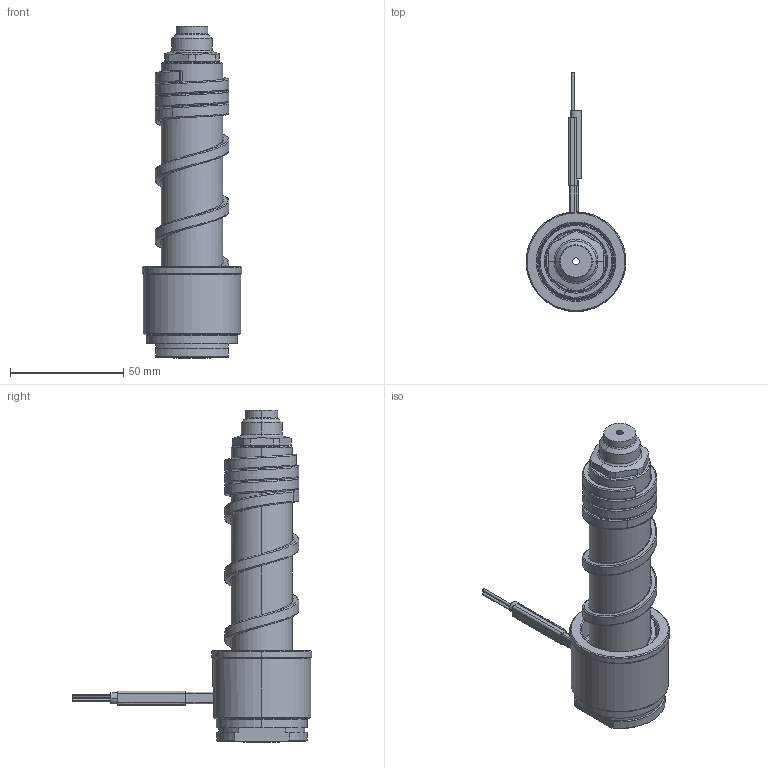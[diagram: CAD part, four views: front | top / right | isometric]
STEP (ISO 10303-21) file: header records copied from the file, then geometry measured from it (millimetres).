
FILE_DESCRIPTION((''),'2;1');
FILE_NAME('EL-146-CKG','2014-03-14T',('Íàòàëüÿ'),('IMID'),'PRO/ENGINEER BY PARAMETRIC TECHNOLOGY CORPORATION, 2010180','PRO/ENGINEER BY PARAMETRIC TECHNOLOGY CORPORATION, 2010180','');
FILE_SCHEMA(('CONFIG_CONTROL_DESIGN'));
Length unit declared in the file: millimetre
Products named in the file (1): EL-146-CKG
Bounding box: 44 x 105.5 x 146.3 mm (x, y, z)
Volume: 104076.5 mm3; surface area: 41703 mm2
Topology: 2 solids, 8 shells, 303 faces, 737 edges, 438 vertices
Faces by surface type: cylinder 95, bspline 55, cone 54, plane 53, torus 29, revolution 9, extrusion 8
Entity records: 16751 total; most frequent: CARTESIAN_POINT 9941, ORIENTED_EDGE 1434, DIRECTION 1348, EDGE_CURVE 729, AXIS2_PLACEMENT_3D 537, VERTEX_POINT 438, EDGE_LOOP 327, CIRCLE 305
